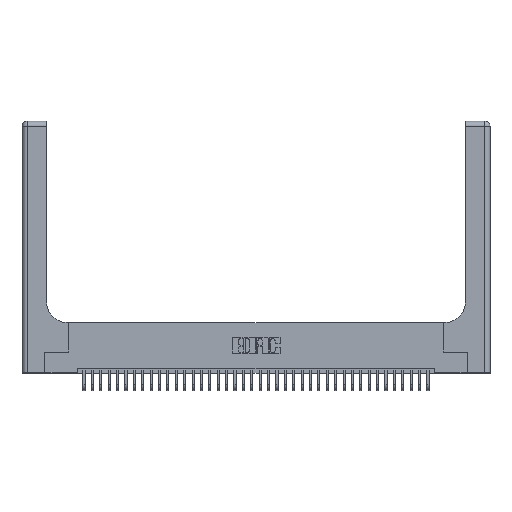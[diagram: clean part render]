
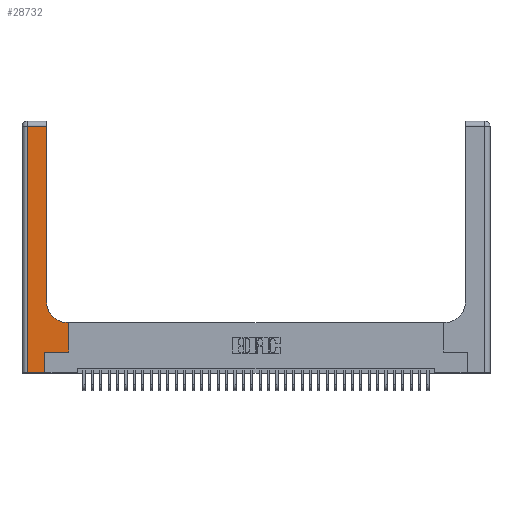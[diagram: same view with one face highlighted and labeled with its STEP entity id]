
A CAD part, top view. The second image highlights one B-rep face of the part: STEP entity #28732.
In plain terms, the highlighted planar face has unit normal (0, 0, 1).
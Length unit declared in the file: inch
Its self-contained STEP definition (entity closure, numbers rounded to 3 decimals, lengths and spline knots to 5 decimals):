
#590 = EDGE_CURVE ( 'NONE', #15769, #37513, #3910, .T. ) ;
#959 = DIRECTION ( 'NONE',  ( 0., 0., -1. ) ) ;
#1009 = EDGE_CURVE ( 'NONE', #37513, #32312, #5826, .T. ) ;
#1523 = DIRECTION ( 'NONE',  ( 0., -1., 0. ) ) ;
#1551 = LINE ( 'NONE', #34940, #33294 ) ;
#1953 = AXIS2_PLACEMENT_3D ( 'NONE', #19712, #34938, #25866 ) ;
#3242 = CARTESIAN_POINT ( 'NONE',  ( 0.2915, 2.94, 0.37 ) ) ;
#3259 = ORIENTED_EDGE ( 'NONE', *, *, #32645, .T. ) ;
#3910 = LINE ( 'NONE', #10795, #35633 ) ;
#4355 = EDGE_CURVE ( 'NONE', #32312, #31660, #19610, .T. ) ;
#4996 = VERTEX_POINT ( 'NONE', #25588 ) ;
#5826 = LINE ( 'NONE', #34694, #33204 ) ;
#6253 = ORIENTED_EDGE ( 'NONE', *, *, #4355, .T. ) ;
#7128 = VECTOR ( 'NONE', #37409, 39.37008 ) ;
#8927 = VECTOR ( 'NONE', #38669, 39.37008 ) ;
#8945 = ORIENTED_EDGE ( 'NONE', *, *, #1009, .T. ) ;
#10069 = CARTESIAN_POINT ( 'NONE',  ( 0.5585, 0.6, 0.37 ) ) ;
#10795 = CARTESIAN_POINT ( 'NONE',  ( 0.5585, 0.25, 0.37 ) ) ;
#11428 = CARTESIAN_POINT ( 'NONE',  ( 0.06, 0., 0.37 ) ) ;
#11707 = DIRECTION ( 'NONE',  ( 0., 1., 0. ) ) ;
#12739 = CARTESIAN_POINT ( 'NONE',  ( 0.5415, 0.6, 0.37 ) ) ;
#13646 = AXIS2_PLACEMENT_3D ( 'NONE', #19484, #959, #22575 ) ;
#14363 = ORIENTED_EDGE ( 'NONE', *, *, #17482, .T. ) ;
#14645 = CARTESIAN_POINT ( 'NONE',  ( 0.2915, 0.85, 0.37 ) ) ;
#15318 = LINE ( 'NONE', #19116, #7128 ) ;
#15377 = FACE_OUTER_BOUND ( 'NONE', #37827, .T. ) ;
#15470 = VECTOR ( 'NONE', #1523, 39.37008 ) ;
#15760 = LINE ( 'NONE', #38322, #15470 ) ;
#15769 = VERTEX_POINT ( 'NONE', #20430 ) ;
#16322 = EDGE_CURVE ( 'NONE', #4996, #15769, #1551, .T. ) ;
#16356 = DIRECTION ( 'NONE',  ( -1., 0., 0. ) ) ;
#17312 = ORIENTED_EDGE ( 'NONE', *, *, #39069, .T. ) ;
#17482 = EDGE_CURVE ( 'NONE', #30502, #33948, #15760, .T. ) ;
#17747 = CARTESIAN_POINT ( 'NONE',  ( 0.269, 0., 0.37 ) ) ;
#19116 = CARTESIAN_POINT ( 'NONE',  ( 0., 2.94, 0.37 ) ) ;
#19368 = DIRECTION ( 'NONE',  ( 0., 1., 0. ) ) ;
#19484 = CARTESIAN_POINT ( 'NONE',  ( 0.5415, 0.85, 0.37 ) ) ;
#19610 = CIRCLE ( 'NONE', #13646, 0.25 ) ;
#19712 = CARTESIAN_POINT ( 'NONE',  ( 0., 3., 0.37 ) ) ;
#19714 = DIRECTION ( 'NONE',  ( 1., 0., 0. ) ) ;
#20430 = CARTESIAN_POINT ( 'NONE',  ( 0.5585, 0.25, 0.37 ) ) ;
#20914 = CARTESIAN_POINT ( 'NONE',  ( 0.06, 2.94, 0.37 ) ) ;
#20947 = ORIENTED_EDGE ( 'NONE', *, *, #38667, .T. ) ;
#22128 = EDGE_CURVE ( 'NONE', #33948, #22514, #31715, .T. ) ;
#22514 = VERTEX_POINT ( 'NONE', #36391 ) ;
#22575 = DIRECTION ( 'NONE',  ( 1., 0., 0. ) ) ;
#22820 = PLANE ( 'NONE',  #1953 ) ;
#24445 = VECTOR ( 'NONE', #11707, 39.37008 ) ;
#25251 = LINE ( 'NONE', #35612, #8927 ) ;
#25274 = ORIENTED_EDGE ( 'NONE', *, *, #16322, .T. ) ;
#25588 = CARTESIAN_POINT ( 'NONE',  ( 0.269, 0.25, 0.37 ) ) ;
#25866 = DIRECTION ( 'NONE',  ( -1., 0., 0. ) ) ;
#28651 = CARTESIAN_POINT ( 'NONE',  ( 0., 0., 0.37 ) ) ;
#28732 = ADVANCED_FACE ( 'NONE', ( #15377 ), #22820, .F. ) ;
#30350 = ORIENTED_EDGE ( 'NONE', *, *, #590, .T. ) ;
#30502 = VERTEX_POINT ( 'NONE', #20914 ) ;
#31581 = LINE ( 'NONE', #17747, #24445 ) ;
#31660 = VERTEX_POINT ( 'NONE', #14645 ) ;
#31715 = LINE ( 'NONE', #28651, #38874 ) ;
#31736 = DIRECTION ( 'NONE',  ( 1., 0., 0. ) ) ;
#32312 = VERTEX_POINT ( 'NONE', #12739 ) ;
#32645 = EDGE_CURVE ( 'NONE', #31660, #39814, #25251, .T. ) ;
#33204 = VECTOR ( 'NONE', #16356, 39.37008 ) ;
#33294 = VECTOR ( 'NONE', #19714, 39.37008 ) ;
#33814 = ORIENTED_EDGE ( 'NONE', *, *, #22128, .T. ) ;
#33948 = VERTEX_POINT ( 'NONE', #11428 ) ;
#34694 = CARTESIAN_POINT ( 'NONE',  ( 0.2915, 0.6, 0.37 ) ) ;
#34938 = DIRECTION ( 'NONE',  ( 0., 0., -1. ) ) ;
#34940 = CARTESIAN_POINT ( 'NONE',  ( 0.269, 0.25, 0.37 ) ) ;
#35612 = CARTESIAN_POINT ( 'NONE',  ( 0.2915, 3., 0.37 ) ) ;
#35633 = VECTOR ( 'NONE', #19368, 39.37008 ) ;
#36391 = CARTESIAN_POINT ( 'NONE',  ( 0.269, 0., 0.37 ) ) ;
#37409 = DIRECTION ( 'NONE',  ( -1., 0., 0. ) ) ;
#37513 = VERTEX_POINT ( 'NONE', #10069 ) ;
#37827 = EDGE_LOOP ( 'NONE', ( #3259, #20947, #14363, #33814, #17312, #25274, #30350, #8945, #6253 ) ) ;
#38322 = CARTESIAN_POINT ( 'NONE',  ( 0.06, 3., 0.37 ) ) ;
#38667 = EDGE_CURVE ( 'NONE', #39814, #30502, #15318, .T. ) ;
#38669 = DIRECTION ( 'NONE',  ( 0., 1., 0. ) ) ;
#38874 = VECTOR ( 'NONE', #31736, 39.37008 ) ;
#39069 = EDGE_CURVE ( 'NONE', #22514, #4996, #31581, .T. ) ;
#39814 = VERTEX_POINT ( 'NONE', #3242 ) ;
